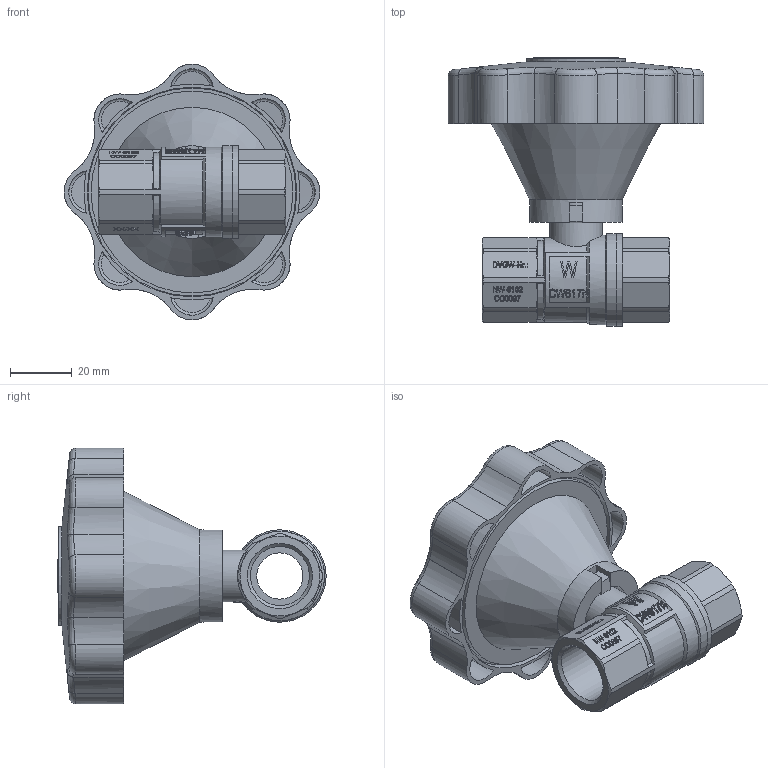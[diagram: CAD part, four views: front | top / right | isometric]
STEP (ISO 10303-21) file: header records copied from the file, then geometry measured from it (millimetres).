
FILE_DESCRIPTION(/* description */ ('Unknown'),/* implementation_level */ '2;1');
FILE_NAME(/* name */ '762-04',/* time_stamp */ '2022-08-09T08:57:23+02:00',/* author */ ('Unknown'),/* organization */ ('Unknown'),/* preprocessor_version */ 'ST-DEVELOPER v16.7',/* originating_system */ 'Solid Edge',/* authorisation */ 'Unknown');
FILE_SCHEMA (('AUTOMOTIVE_DESIGN {1 0 10303 214 3 1 1}'));
Length unit declared in the file: millimetre
Products named in the file (11): 762-04; Spindel; Kvrper; Einschraubteil; Metalring; Stopfbuchse; 96000762-45; 96000762-04_Handle cover; 96000762-04_Handle plate; 96000762-04_Handle body; 96000762-04_painter
Assembly tree (10 placements, depth 3):
  762-04
    Spindel
    Kvrper
    Einschraubteil
    Metalring
    Stopfbuchse
    96000762-45
      96000762-04_Handle cover
      96000762-04_Handle plate
      96000762-04_Handle body
      96000762-04_painter
Bounding box: 83 x 87.05 x 83 mm (x, y, z)
Volume: 77611.7 mm3; surface area: 72179.1 mm2
Topology: 9 solids, 9 shells, 1919 faces, 5268 edges, 3496 vertices
Faces by surface type: plane 1588, cylinder 184, bspline 75, cone 60, torus 10, sphere 2
Full cylindrical faces by diameter (mm): 5.5 x4, 8 x1, 8.2 x1, 8.5 x1, 9 x1, 9.2 x1, 10 x5, 10.5 x1, 12 x2, 12.5 x1, 13 x5, 14 x1, 14.5 x1, 15 x3, 17 x1, 17.5 x1, 19 x1, 19.141 x2, 21 x2, 24.5 x1, 26 x1, 26.5 x1, 29 x2, 30 x4, 32 x2, 35 x1, 56 x1, 58 x1, 65.5 x2, 68 x1
Entity records: 63974 total; most frequent: CARTESIAN_POINT 14813, ORIENTED_EDGE 10326, DIRECTION 9875, EDGE_CURVE 5163, LINE 3701, VECTOR 3701, VERTEX_POINT 3474, AXIS2_PLACEMENT_3D 3087
